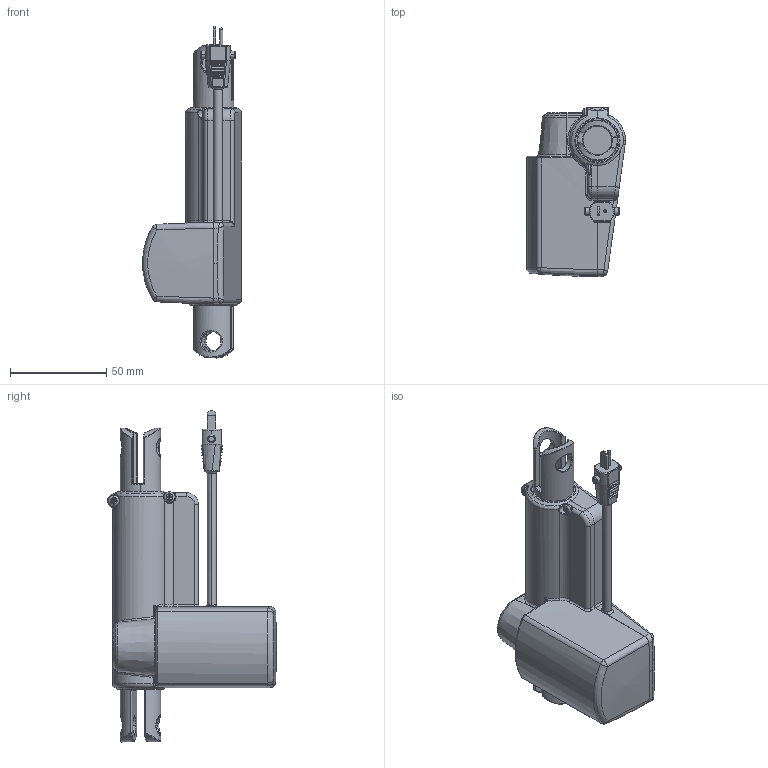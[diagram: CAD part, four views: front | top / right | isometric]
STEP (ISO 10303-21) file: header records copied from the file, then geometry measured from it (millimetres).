
FILE_DESCRIPTION (( 'STEP AP203' ), '1' );
FILE_NAME ('TA32.STEP', '2017-05-18T04:40:04', ( '' ), ( '' ), 'SwSTEP 2.0', 'SolidWorks 2015', '' );
FILE_SCHEMA (( 'CONFIG_CONTROL_DESIGN' ));
Length unit declared in the file: millimetre
Products named in the file (1): TA32
Bounding box: 51.25 x 87.61 x 172.23 mm (x, y, z)
Volume: 206744.9 mm3; surface area: 41874 mm2
Topology: 14 solids, 14 shells, 575 faces, 1416 edges, 830 vertices
Faces by surface type: cylinder 206, plane 155, bspline 86, torus 70, sphere 52, cone 6
Entity records: 21101 total; most frequent: CARTESIAN_POINT 8901, ORIENTED_EDGE 2630, DIRECTION 2446, EDGE_CURVE 1315, AXIS2_PLACEMENT_3D 964, VERTEX_POINT 775, EDGE_LOOP 592, FACE_OUTER_BOUND 575
